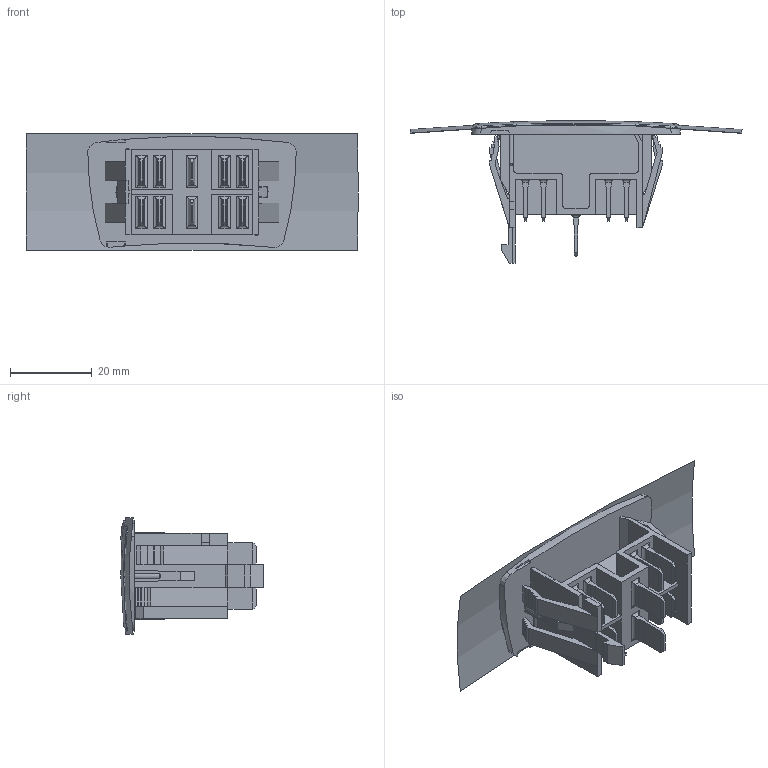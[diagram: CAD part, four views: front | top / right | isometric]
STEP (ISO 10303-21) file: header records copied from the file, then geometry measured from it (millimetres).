
FILE_DESCRIPTION((''),'2;1');
FILE_NAME('390-9005-04','2012-03-05T',('danboyden'),(''),'PRO/ENGINEER BY PARAMETRIC TECHNOLOGY CORPORATION, 2010280','PRO/ENGINEER BY PARAMETRIC TECHNOLOGY CORPORATION, 2010280','');
FILE_SCHEMA(('CONFIG_CONTROL_DESIGN'));
Length unit declared in the file: inch
Products named in the file (1): 390-9005-04
Bounding box: 81 x 34.73 x 28.45 mm (x, y, z)
Volume: 8027.2 mm3; surface area: 12561.1 mm2
Topology: 1 solids, 2 shells, 373 faces, 1009 edges, 650 vertices
Faces by surface type: plane 279, cylinder 60, bspline 26, cone 6, torus 2
Entity records: 12954 total; most frequent: CARTESIAN_POINT 3810, ORIENTED_EDGE 2014, DIRECTION 1665, EDGE_CURVE 1009, VECTOR 835, LINE 835, VERTEX_POINT 650, AXIS2_PLACEMENT_3D 415
